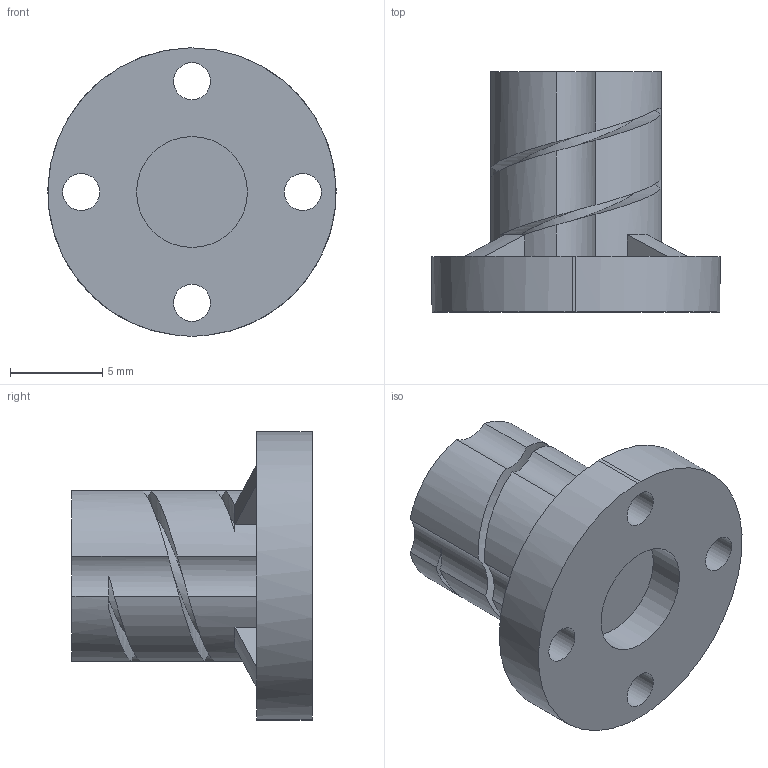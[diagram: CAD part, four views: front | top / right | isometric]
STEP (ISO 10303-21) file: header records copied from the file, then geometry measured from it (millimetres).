
FILE_DESCRIPTION(/* description */ ('STEP AP242','CAx-IF Rec.Pracs.---Representation and Presentation of Product Manufacturing Information (PMI)---4.0---2014-10-13','CAx-IF Rec.Pracs.---3D Tessellated Geometry---0.4---2014-09-14','2;1'),/* implementation_level */ '2;1');
FILE_NAME(/* name */ '66d556863307f77a12c53c85',/* time_stamp */ '2024-09-02T06:09:11Z',/* author */ (''),/* organization */ (''),/* preprocessor_version */ 'ST-DEVELOPER v20',/* originating_system */ ' ',/* authorisation */ ' ');
FILE_SCHEMA (('AP242_MANAGED_MODEL_BASED_3D_ENGINEERING_MIM_LF { 1 0 10303 442 1 1 4 }'));
Length unit declared in the file: metre
Products named in the file (1): mount_plate
Bounding box: 15.6 x 13 x 15.6 mm (x, y, z)
Volume: 935.2 mm3; surface area: 1225 mm2
Topology: 1 solids, 1 shells, 66 faces, 172 edges, 111 vertices
Faces by surface type: cylinder 34, plane 24, bspline 4, cone 4
Full cylindrical faces by diameter (mm): 2 x4, 3.484 x1, 5.5 x1, 6 x1
Entity records: 2422 total; most frequent: CARTESIAN_POINT 869, ORIENTED_EDGE 328, DIRECTION 306, EDGE_CURVE 164, AXIS2_PLACEMENT_3D 127, VERTEX_POINT 110, EDGE_LOOP 84, FACE_BOUND 84
